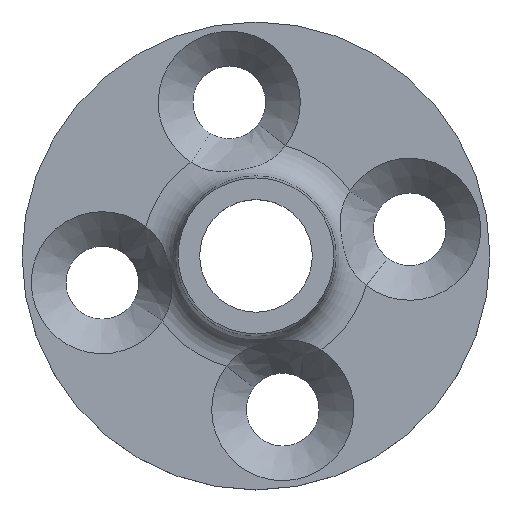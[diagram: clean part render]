
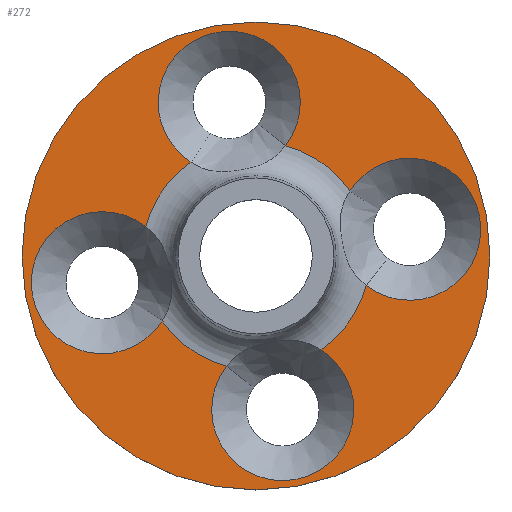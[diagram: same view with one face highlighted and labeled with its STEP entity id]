
A CAD part, top view. The second image highlights one B-rep face of the part: STEP entity #272.
In plain terms, the highlighted planar face has unit normal (0, 0, 1).
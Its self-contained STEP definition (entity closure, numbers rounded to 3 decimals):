
#63=FACE_BOUND('',#94,.T.);
#73=FACE_OUTER_BOUND('',#93,.T.);
#93=EDGE_LOOP('',(#230));
#94=EDGE_LOOP('',(#231,#232,#233,#234,#235,#236,#237,#238));
#108=CIRCLE('',#310,4.1);
#109=CIRCLE('',#312,6.584);
#110=CIRCLE('',#313,6.584);
#111=CIRCLE('',#314,6.584);
#114=CIRCLE('',#317,6.584);
#115=CIRCLE('',#319,4.1);
#116=CIRCLE('',#321,4.1);
#117=CIRCLE('',#323,13.5);
#118=CIRCLE('',#324,4.1);
#131=VERTEX_POINT('',#461);
#132=VERTEX_POINT('',#463);
#133=VERTEX_POINT('',#517);
#134=VERTEX_POINT('',#519);
#135=VERTEX_POINT('',#529);
#136=VERTEX_POINT('',#531);
#137=VERTEX_POINT('',#541);
#140=VERTEX_POINT('',#552);
#141=VERTEX_POINT('',#643);
#156=EDGE_CURVE('',#132,#131,#108,.T.);
#158=EDGE_CURVE('',#131,#133,#109,.T.);
#160=EDGE_CURVE('',#134,#135,#110,.T.);
#162=EDGE_CURVE('',#136,#137,#111,.T.);
#167=EDGE_CURVE('',#140,#132,#114,.T.);
#170=EDGE_CURVE('',#137,#140,#115,.T.);
#173=EDGE_CURVE('',#133,#134,#116,.T.);
#174=EDGE_CURVE('',#141,#141,#117,.T.);
#175=EDGE_CURVE('',#135,#136,#118,.T.);
#230=ORIENTED_EDGE('',*,*,#174,.T.);
#231=ORIENTED_EDGE('',*,*,#156,.F.);
#232=ORIENTED_EDGE('',*,*,#167,.F.);
#233=ORIENTED_EDGE('',*,*,#170,.F.);
#234=ORIENTED_EDGE('',*,*,#162,.F.);
#235=ORIENTED_EDGE('',*,*,#175,.F.);
#236=ORIENTED_EDGE('',*,*,#160,.F.);
#237=ORIENTED_EDGE('',*,*,#173,.F.);
#238=ORIENTED_EDGE('',*,*,#158,.F.);
#262=PLANE('',#322);
#272=ADVANCED_FACE('',(#73,#63),#262,.F.);
#310=AXIS2_PLACEMENT_3D('',#465,#352,#353);
#312=AXIS2_PLACEMENT_3D('',#518,#356,#357);
#313=AXIS2_PLACEMENT_3D('',#530,#358,#359);
#314=AXIS2_PLACEMENT_3D('',#542,#360,#361);
#317=AXIS2_PLACEMENT_3D('',#561,#366,#367);
#319=AXIS2_PLACEMENT_3D('',#565,#372,#373);
#321=AXIS2_PLACEMENT_3D('',#605,#378,#379);
#322=AXIS2_PLACEMENT_3D('',#642,#380,#381);
#323=AXIS2_PLACEMENT_3D('',#644,#382,#383);
#324=AXIS2_PLACEMENT_3D('',#645,#384,#385);
#352=DIRECTION('center_axis',(0.,0.,1.));
#353=DIRECTION('ref_axis',(1.,0.,0.));
#356=DIRECTION('center_axis',(0.,0.,1.));
#357=DIRECTION('ref_axis',(1.,0.,0.));
#358=DIRECTION('center_axis',(0.,0.,1.));
#359=DIRECTION('ref_axis',(1.,0.,0.));
#360=DIRECTION('center_axis',(0.,0.,1.));
#361=DIRECTION('ref_axis',(1.,0.,0.));
#366=DIRECTION('center_axis',(0.,0.,1.));
#367=DIRECTION('ref_axis',(1.,0.,0.));
#372=DIRECTION('center_axis',(0.,0.,1.));
#373=DIRECTION('ref_axis',(1.,0.,0.));
#378=DIRECTION('center_axis',(0.,0.,1.));
#379=DIRECTION('ref_axis',(1.,0.,0.));
#380=DIRECTION('center_axis',(0.,0.,-1.));
#381=DIRECTION('ref_axis',(-1.,0.,0.));
#382=DIRECTION('center_axis',(0.,0.,1.));
#383=DIRECTION('ref_axis',(-1.,0.,0.));
#384=DIRECTION('center_axis',(0.,0.,1.));
#385=DIRECTION('ref_axis',(1.,0.,0.));
#461=CARTESIAN_POINT('',(3.749,-5.412,3.));
#463=CARTESIAN_POINT('',(-1.702,-6.36,3.));
#465=CARTESIAN_POINT('Origin',(1.542,-8.867,3.));
#517=CARTESIAN_POINT('',(6.36,-1.702,3.));
#518=CARTESIAN_POINT('Origin',(0.,0.,3.));
#519=CARTESIAN_POINT('',(5.412,3.749,3.));
#529=CARTESIAN_POINT('',(1.702,6.36,3.));
#530=CARTESIAN_POINT('Origin',(0.,0.,3.));
#531=CARTESIAN_POINT('',(-3.749,5.412,3.));
#541=CARTESIAN_POINT('',(-6.36,1.702,3.));
#542=CARTESIAN_POINT('Origin',(0.,0.,3.));
#552=CARTESIAN_POINT('',(-5.412,-3.749,3.));
#561=CARTESIAN_POINT('Origin',(0.,0.,3.));
#565=CARTESIAN_POINT('Origin',(-8.867,-1.542,3.));
#605=CARTESIAN_POINT('Origin',(8.867,1.542,3.));
#642=CARTESIAN_POINT('Origin',(0.,0.,3.));
#643=CARTESIAN_POINT('',(13.5,0.,3.));
#644=CARTESIAN_POINT('Origin',(0.,0.,3.));
#645=CARTESIAN_POINT('Origin',(-1.542,8.867,3.));
